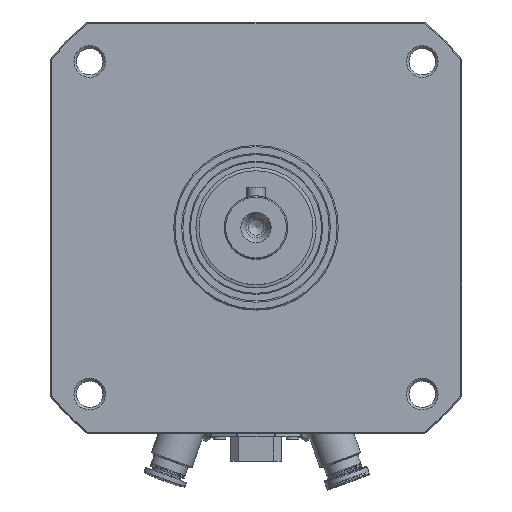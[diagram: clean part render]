
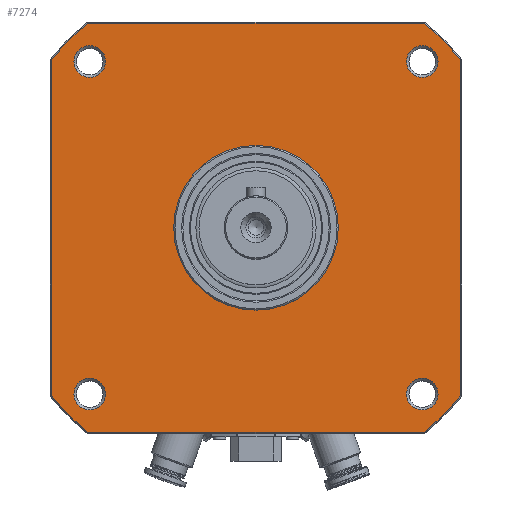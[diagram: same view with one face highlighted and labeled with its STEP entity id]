
A CAD part, top view. The second image highlights one B-rep face of the part: STEP entity #7274.
In plain terms, the highlighted planar face has unit normal (0, 0, 1).
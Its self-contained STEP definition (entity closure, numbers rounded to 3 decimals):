
#510=CIRCLE('',#8332,83.6);
#511=CIRCLE('',#8333,83.6);
#512=CIRCLE('',#8334,83.6);
#513=CIRCLE('',#8335,83.6);
#514=CIRCLE('',#8336,5.);
#515=CIRCLE('',#8337,5.);
#516=CIRCLE('',#8338,5.);
#517=CIRCLE('',#8339,5.);
#518=CIRCLE('',#8340,26.);
#952=ORIENTED_EDGE('',*,*,#2860,.T.);
#953=ORIENTED_EDGE('',*,*,#2861,.T.);
#954=ORIENTED_EDGE('',*,*,#2862,.T.);
#955=ORIENTED_EDGE('',*,*,#2863,.T.);
#956=ORIENTED_EDGE('',*,*,#2864,.F.);
#957=ORIENTED_EDGE('',*,*,#2865,.T.);
#958=ORIENTED_EDGE('',*,*,#2866,.F.);
#959=ORIENTED_EDGE('',*,*,#2867,.T.);
#960=ORIENTED_EDGE('',*,*,#2868,.F.);
#961=ORIENTED_EDGE('',*,*,#2869,.F.);
#962=ORIENTED_EDGE('',*,*,#2870,.F.);
#963=ORIENTED_EDGE('',*,*,#2871,.F.);
#964=ORIENTED_EDGE('',*,*,#2872,.T.);
#2860=EDGE_CURVE('',#3814,#3815,#4532,.T.);
#2861=EDGE_CURVE('',#3815,#3816,#510,.F.);
#2862=EDGE_CURVE('',#3816,#3817,#4533,.T.);
#2863=EDGE_CURVE('',#3817,#3818,#511,.F.);
#2864=EDGE_CURVE('',#3819,#3818,#4534,.T.);
#2865=EDGE_CURVE('',#3819,#3820,#512,.F.);
#2866=EDGE_CURVE('',#3821,#3820,#4535,.T.);
#2867=EDGE_CURVE('',#3821,#3814,#513,.F.);
#2868=EDGE_CURVE('',#3822,#3822,#514,.T.);
#2869=EDGE_CURVE('',#3823,#3823,#515,.T.);
#2870=EDGE_CURVE('',#3824,#3824,#516,.T.);
#2871=EDGE_CURVE('',#3825,#3825,#517,.T.);
#2872=EDGE_CURVE('',#3826,#3826,#518,.T.);
#3814=VERTEX_POINT('',#11736);
#3815=VERTEX_POINT('',#11737);
#3816=VERTEX_POINT('',#11739);
#3817=VERTEX_POINT('',#11741);
#3818=VERTEX_POINT('',#11743);
#3819=VERTEX_POINT('',#11745);
#3820=VERTEX_POINT('',#11747);
#3821=VERTEX_POINT('',#11749);
#3822=VERTEX_POINT('',#11752);
#3823=VERTEX_POINT('',#11754);
#3824=VERTEX_POINT('',#11756);
#3825=VERTEX_POINT('',#11758);
#3826=VERTEX_POINT('',#11760);
#4532=LINE('',#11735,#4983);
#4533=LINE('',#11740,#4984);
#4534=LINE('',#11744,#4985);
#4535=LINE('',#11748,#4986);
#4983=VECTOR('',#9318,1000.);
#4984=VECTOR('',#9321,1000.);
#4985=VECTOR('',#9324,1000.);
#4986=VECTOR('',#9327,1000.);
#5434=EDGE_LOOP('',(#952,#953,#954,#955,#956,#957,#958,#959));
#5435=EDGE_LOOP('',(#960));
#5436=EDGE_LOOP('',(#961));
#5437=EDGE_LOOP('',(#962));
#5438=EDGE_LOOP('',(#963));
#5439=EDGE_LOOP('',(#964));
#6229=FACE_BOUND('',#5434,.T.);
#6230=FACE_BOUND('',#5435,.T.);
#6231=FACE_BOUND('',#5436,.T.);
#6232=FACE_BOUND('',#5437,.T.);
#6233=FACE_BOUND('',#5438,.T.);
#6234=FACE_BOUND('',#5439,.T.);
#7037=PLANE('',#8331);
#7274=ADVANCED_FACE('',(#6229,#6230,#6231,#6232,#6233,#6234),#7037,.F.);
#8331=AXIS2_PLACEMENT_3D('',#11734,#9316,#9317);
#8332=AXIS2_PLACEMENT_3D('',#11738,#9319,#9320);
#8333=AXIS2_PLACEMENT_3D('',#11742,#9322,#9323);
#8334=AXIS2_PLACEMENT_3D('',#11746,#9325,#9326);
#8335=AXIS2_PLACEMENT_3D('',#11750,#9328,#9329);
#8336=AXIS2_PLACEMENT_3D('',#11751,#9330,#9331);
#8337=AXIS2_PLACEMENT_3D('',#11753,#9332,#9333);
#8338=AXIS2_PLACEMENT_3D('',#11755,#9334,#9335);
#8339=AXIS2_PLACEMENT_3D('',#11757,#9336,#9337);
#8340=AXIS2_PLACEMENT_3D('',#11759,#9338,#9339);
#9316=DIRECTION('',(0.,0.,-1.));
#9317=DIRECTION('',(-1.,0.,0.));
#9318=DIRECTION('',(-1.,0.,0.));
#9319=DIRECTION('',(0.,0.,-1.));
#9320=DIRECTION('',(-1.,0.,0.));
#9321=DIRECTION('',(0.,-1.,0.));
#9322=DIRECTION('',(0.,0.,-1.));
#9323=DIRECTION('',(-1.,0.,0.));
#9324=DIRECTION('',(-1.,0.,0.));
#9325=DIRECTION('',(0.,0.,-1.));
#9326=DIRECTION('',(-1.,0.,0.));
#9327=DIRECTION('',(0.,-1.,0.));
#9328=DIRECTION('',(0.,0.,-1.));
#9329=DIRECTION('',(-1.,0.,0.));
#9330=DIRECTION('',(0.,0.,1.));
#9331=DIRECTION('',(1.,0.,0.));
#9332=DIRECTION('',(0.,0.,1.));
#9333=DIRECTION('',(1.,0.,0.));
#9334=DIRECTION('',(0.,0.,1.));
#9335=DIRECTION('',(1.,0.,0.));
#9336=DIRECTION('',(0.,0.,1.));
#9337=DIRECTION('',(1.,0.,0.));
#9338=DIRECTION('',(0.,0.,-1.));
#9339=DIRECTION('',(-1.,0.,0.));
#11734=CARTESIAN_POINT('',(0.,26.,27.));
#11735=CARTESIAN_POINT('',(65.,64.6,27.));
#11736=CARTESIAN_POINT('',(53.064,64.6,27.));
#11737=CARTESIAN_POINT('',(-53.064,64.6,27.));
#11738=CARTESIAN_POINT('',(0.,0.,27.));
#11739=CARTESIAN_POINT('',(-64.6,53.064,27.));
#11740=CARTESIAN_POINT('',(-64.6,65.,27.));
#11741=CARTESIAN_POINT('',(-64.6,-53.064,27.));
#11742=CARTESIAN_POINT('',(0.,0.,27.));
#11743=CARTESIAN_POINT('',(-53.064,-64.6,27.));
#11744=CARTESIAN_POINT('',(65.,-64.6,27.));
#11745=CARTESIAN_POINT('',(53.064,-64.6,27.));
#11746=CARTESIAN_POINT('',(0.,0.,27.));
#11747=CARTESIAN_POINT('',(64.6,-53.064,27.));
#11748=CARTESIAN_POINT('',(64.6,65.,27.));
#11749=CARTESIAN_POINT('',(64.6,53.064,27.));
#11750=CARTESIAN_POINT('',(0.,0.,27.));
#11751=CARTESIAN_POINT('',(52.5,52.5,27.));
#11752=CARTESIAN_POINT('',(57.5,52.5,27.));
#11753=CARTESIAN_POINT('',(-52.5,52.5,27.));
#11754=CARTESIAN_POINT('',(-47.5,52.5,27.));
#11755=CARTESIAN_POINT('',(52.5,-52.5,27.));
#11756=CARTESIAN_POINT('',(57.5,-52.5,27.));
#11757=CARTESIAN_POINT('',(-52.5,-52.5,27.));
#11758=CARTESIAN_POINT('',(-47.5,-52.5,27.));
#11759=CARTESIAN_POINT('',(0.,0.,27.));
#11760=CARTESIAN_POINT('',(-26.,0.,27.));
